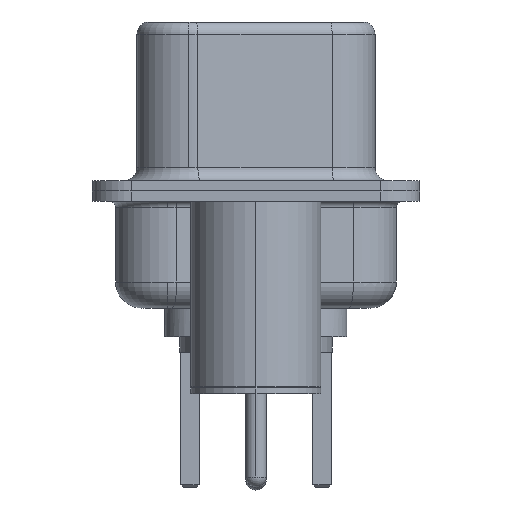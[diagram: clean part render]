
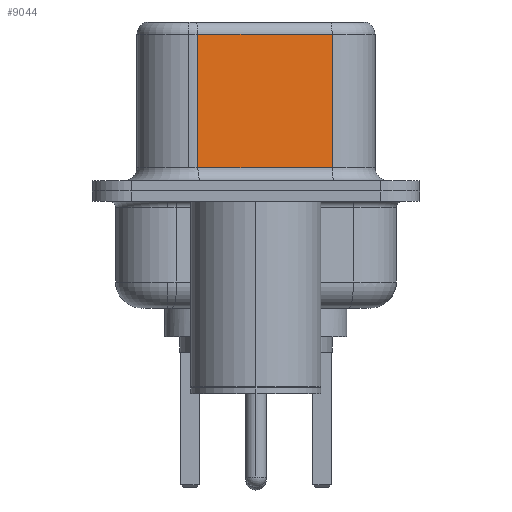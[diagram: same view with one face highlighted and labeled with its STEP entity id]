
A CAD part, left-side view. The second image highlights one B-rep face of the part: STEP entity #9044.
In plain terms, the highlighted planar face has unit normal (-0.985, -0.174, 0).
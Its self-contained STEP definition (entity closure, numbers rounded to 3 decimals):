
#257 = LINE ( 'NONE', #14745, #9989 ) ;
#1879 = DIRECTION ( 'NONE',  ( 0., 0., -1. ) ) ;
#2260 = CARTESIAN_POINT ( 'NONE',  ( 4.565, -2.927, 6.52 ) ) ;
#2575 = ORIENTED_EDGE ( 'NONE', *, *, #20879, .T. ) ;
#2583 = AXIS2_PLACEMENT_3D ( 'NONE', #2260, #17008, #5941 ) ;
#2691 = DIRECTION ( 'NONE',  ( 0., 0., -1. ) ) ;
#5273 = CARTESIAN_POINT ( 'NONE',  ( 4.565, -2.927, 6.02 ) ) ;
#5941 = DIRECTION ( 'NONE',  ( -0.174, 0.985, 0. ) ) ;
#5998 = VERTEX_POINT ( 'NONE', #17771 ) ;
#6295 = CARTESIAN_POINT ( 'NONE',  ( 4.565, -2.927, 6.52 ) ) ;
#6745 = CARTESIAN_POINT ( 'NONE',  ( 3.655, 2.233, 6.02 ) ) ;
#7107 = DIRECTION ( 'NONE',  ( -0.174, 0.985, 0. ) ) ;
#7340 = LINE ( 'NONE', #5273, #12274 ) ;
#8217 = EDGE_CURVE ( 'NONE', #5998, #11549, #16133, .T. ) ;
#9044 = ADVANCED_FACE ( 'NONE', ( #20551 ), #13259, .F. ) ;
#9199 = CARTESIAN_POINT ( 'NONE',  ( 4.565, -2.927, 0.9 ) ) ;
#9515 = ORIENTED_EDGE ( 'NONE', *, *, #8217, .T. ) ;
#9989 = VECTOR ( 'NONE', #1879, 1000. ) ;
#11549 = VERTEX_POINT ( 'NONE', #20139 ) ;
#12274 = VECTOR ( 'NONE', #7107, 1000. ) ;
#13259 = PLANE ( 'NONE',  #2583 ) ;
#13648 = ORIENTED_EDGE ( 'NONE', *, *, #16933, .F. ) ;
#14745 = CARTESIAN_POINT ( 'NONE',  ( 3.655, 2.233, 6.52 ) ) ;
#16133 = LINE ( 'NONE', #9199, #21577 ) ;
#16933 = EDGE_CURVE ( 'NONE', #23712, #11549, #23091, .T. ) ;
#17008 = DIRECTION ( 'NONE',  ( 0.985, 0.174, 0. ) ) ;
#17667 = EDGE_LOOP ( 'NONE', ( #13648, #2575, #18930, #9515 ) ) ;
#17771 = CARTESIAN_POINT ( 'NONE',  ( 3.655, 2.233, 0.9 ) ) ;
#18062 = VERTEX_POINT ( 'NONE', #6745 ) ;
#18287 = VECTOR ( 'NONE', #2691, 1000. ) ;
#18291 = EDGE_CURVE ( 'NONE', #18062, #5998, #257, .T. ) ;
#18930 = ORIENTED_EDGE ( 'NONE', *, *, #18291, .T. ) ;
#20139 = CARTESIAN_POINT ( 'NONE',  ( 4.565, -2.927, 0.9 ) ) ;
#20551 = FACE_OUTER_BOUND ( 'NONE', #17667, .T. ) ;
#20879 = EDGE_CURVE ( 'NONE', #23712, #18062, #7340, .T. ) ;
#21577 = VECTOR ( 'NONE', #22132, 1000. ) ;
#22113 = CARTESIAN_POINT ( 'NONE',  ( 4.565, -2.927, 6.02 ) ) ;
#22132 = DIRECTION ( 'NONE',  ( 0.174, -0.985, 0. ) ) ;
#23091 = LINE ( 'NONE', #6295, #18287 ) ;
#23712 = VERTEX_POINT ( 'NONE', #22113 ) ;
